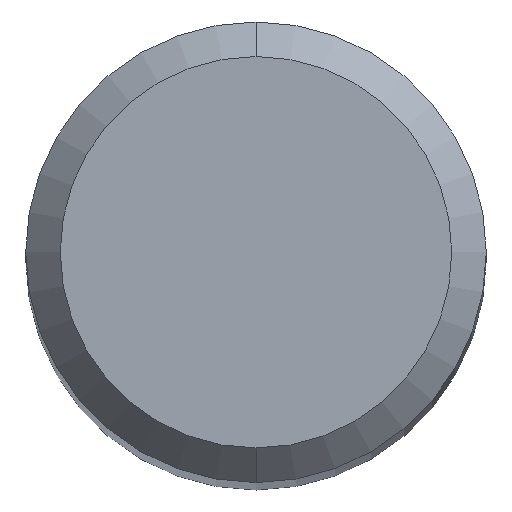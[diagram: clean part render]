
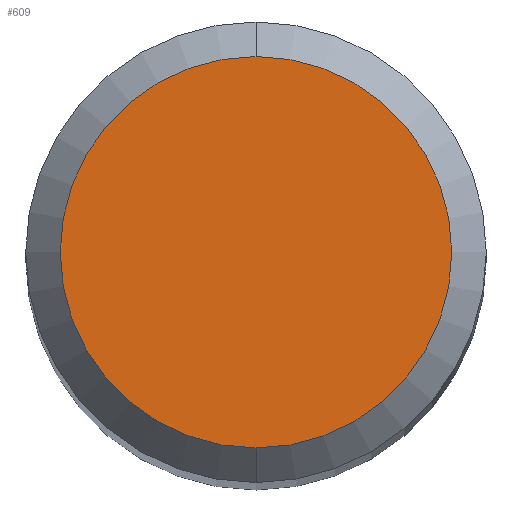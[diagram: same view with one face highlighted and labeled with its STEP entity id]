
A CAD part, top view. The second image highlights one B-rep face of the part: STEP entity #609.
In plain terms, the highlighted planar face has unit normal (0, 0, 1).
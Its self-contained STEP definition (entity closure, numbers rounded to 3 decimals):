
#469=VERTEX_POINT('',#1156);
#609=ADVANCED_FACE('',(#1316),#1317,.T.);
#637=EDGE_CURVE('',#941,#469,#1346,.T.);
#723=EDGE_CURVE('',#469,#941,#1436,.T.);
#941=VERTEX_POINT('',#1673);
#1156=CARTESIAN_POINT('',(0.0,1.7,0.0));
#1316=FACE_OUTER_BOUND('',#3040,.T.);
#1317=PLANE('',#3041);
#1346=CIRCLE('',#3123,1.7);
#1436=CIRCLE('',#3414,1.7);
#1673=CARTESIAN_POINT('',(0.,-1.7,0.0));
#3040=EDGE_LOOP('',(#5916,#5917));
#3041=AXIS2_PLACEMENT_3D('',#5918,#5919,#5920);
#3123=AXIS2_PLACEMENT_3D('',#5943,#5944,#5945);
#3414=AXIS2_PLACEMENT_3D('',#6002,#6003,#6004);
#5916=ORIENTED_EDGE('',*,*,#723,.F.);
#5917=ORIENTED_EDGE('',*,*,#637,.F.);
#5918=CARTESIAN_POINT('',(0.0,0.85,0.0));
#5919=DIRECTION('',(-0.0,0.0,1.0));
#5920=DIRECTION('',(0.0,-1.0,0.0));
#5943=CARTESIAN_POINT('',(0.0,0.0,0.0));
#5944=DIRECTION('',(0.0,0.0,-1.0));
#5945=DIRECTION('',(0.0,1.0,0.0));
#6002=CARTESIAN_POINT('',(0.0,0.0,0.0));
#6003=DIRECTION('',(0.0,0.0,-1.0));
#6004=DIRECTION('',(0.0,1.0,0.0));
